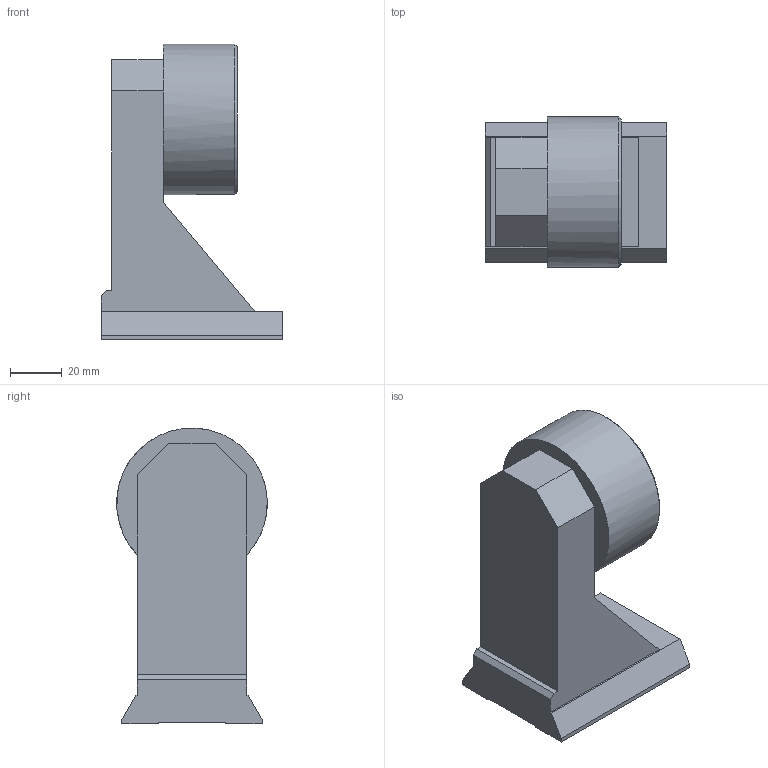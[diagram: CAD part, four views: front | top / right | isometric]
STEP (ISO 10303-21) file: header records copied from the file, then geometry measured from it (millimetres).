
FILE_DESCRIPTION(/* description */ (''),/* implementation_level */ '2;1');
FILE_NAME(/* name */ 'W8900003_A__specification_W8900003_Aussen_.stp',/* time_stamp */ '2013-12-04T08:35:10+01:00',/* author */ (''),/* organization */ (''),/* preprocessor_version */ 'ST-DEVELOPER v11',/* originating_system */ 'SIEMENS PLM Software NX 7.5',/* authorisation */ '');
FILE_SCHEMA (('AUTOMOTIVE_DESIGN { 1 0 10303 214 1 1 1 1 }'));
Length unit declared in the file: millimetre
Products named in the file (1): webe311A9rmw
Bounding box: 70 x 57.94 x 113.97 mm (x, y, z)
Volume: 222420.2 mm3; surface area: 29077.2 mm2
Topology: 1 solids, 1 shells, 33 faces, 86 edges, 56 vertices
Faces by surface type: plane 28, cylinder 3, cone 2
Full cylindrical faces by diameter (mm): 6 x1, 58 x1
Entity records: 1055 total; most frequent: CARTESIAN_POINT 236, ORIENTED_EDGE 162, DIRECTION 156, EDGE_CURVE 81, LINE 72, VECTOR 72, VERTEX_POINT 55, AXIS2_PLACEMENT_3D 42
